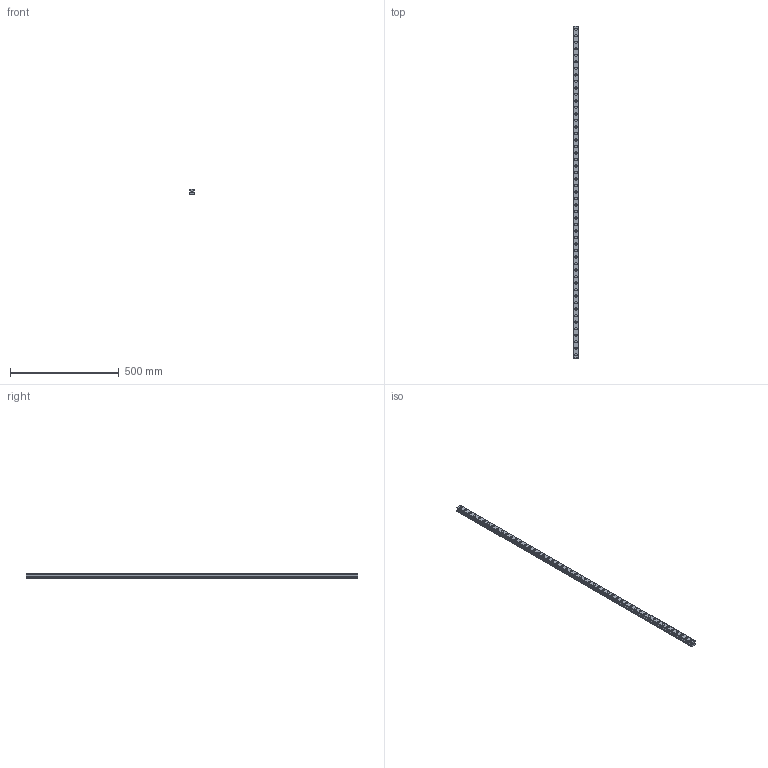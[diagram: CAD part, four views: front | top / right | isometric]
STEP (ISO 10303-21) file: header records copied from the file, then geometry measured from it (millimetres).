
FILE_DESCRIPTION(('STEP AP214'),'1');
FILE_NAME('cctmp_DFAA21FE-70AA-488B-B9C8-7D2B1D0E2C4C_2021_03_10_17_40_40_0752..stp','2021-03-10T16:40:41',('HIWIN GmbH'),('CADClick - www.CADClick.com'),'Spatial InterOp 3D',' ','unknown authorization');
FILE_SCHEMA(('AUTOMOTIVE_DESIGN'));
Length unit declared in the file: millimetre
Products named in the file (1): RGR25R1530H_FILE
Bounding box: 23 x 1530 x 23.6 mm (x, y, z)
Volume: 613557.7 mm3; surface area: 190296.7 mm2
Topology: 1 solids, 1 shells, 576 faces, 1251 edges, 834 vertices
Faces by surface type: cylinder 324, plane 252
Entity records: 20635 total; most frequent: DIRECTION 3053, CARTESIAN_POINT 2662, ORIENTED_EDGE 2502, EDGE_CURVE 1251, AXIS2_PLACEMENT_3D 1225, VERTEX_POINT 834, EDGE_LOOP 733, CIRCLE 648
